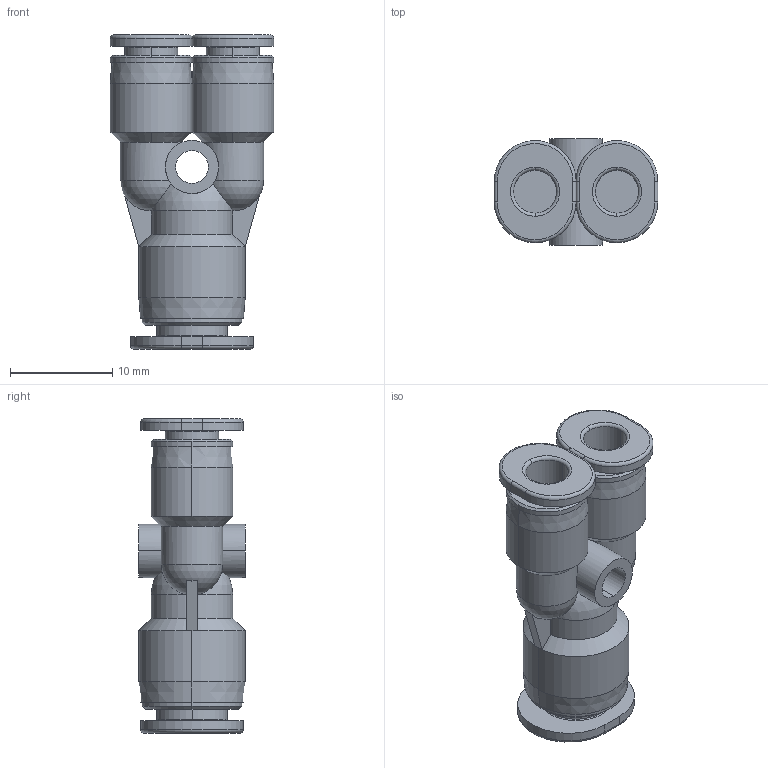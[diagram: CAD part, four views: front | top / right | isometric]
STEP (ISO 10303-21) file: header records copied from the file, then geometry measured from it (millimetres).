
FILE_DESCRIPTION((''),'2;1');
FILE_NAME('PW0604C-mdt.stp','2017-07-24T17:03:35',(''),(''),'Mechanical Desktop 2009','Mechanical Desktop 2009',', , ');
FILE_SCHEMA(('CONFIG_CONTROL_DESIGN'));
Length unit declared in the file: millimetre
Products named in the file (4): PW0604C-MDTA; PW0604C-MDT; COLLAR-L06C; COLLAR-L04C
Assembly tree (5 placements, depth 2):
  PW0604C-MDTA
    PW0604C-MDT
    COLLAR-L06C  x2
    COLLAR-L04C  x2
Bounding box: 16 x 10.4 x 30.7 mm (x, y, z)
Volume: 1832.9 mm3; surface area: 2415.2 mm2
Topology: 1 solids, 1 shells, 124 faces, 284 edges, 161 vertices
Faces by surface type: cylinder 49, plane 34, cone 18, torus 12, bspline 6, sphere 5
Full cylindrical faces by diameter (mm): 6 x2
Entity records: 4032 total; most frequent: CARTESIAN_POINT 1026, DIRECTION 675, ORIENTED_EDGE 562, AXIS2_PLACEMENT_3D 284, EDGE_CURVE 281, VERTEX_POINT 161, CIRCLE 160, EDGE_LOOP 138
